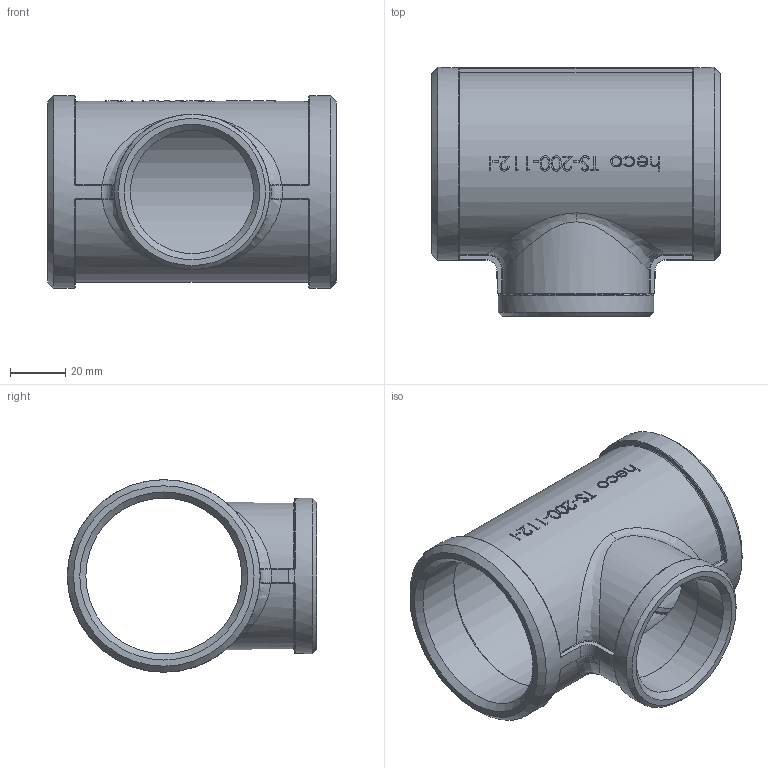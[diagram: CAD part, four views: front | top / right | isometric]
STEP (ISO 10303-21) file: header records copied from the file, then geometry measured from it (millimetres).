
FILE_DESCRIPTION (( 'STEP AP214' ), '1' );
FILE_NAME ('heco_TS-200-112-I.STEP', '2015-10-29T14:32:14', ( 'test' ), ( '' ), 'SwSTEP 2.0', 'SolidWorks 2011', '' );
FILE_SCHEMA (( 'AUTOMOTIVE_DESIGN' ));
Length unit declared in the file: millimetre
Products named in the file (1): heco_TS-200-112-I
Bounding box: 105 x 90.5 x 70 mm (x, y, z)
Volume: 90602.2 mm3; surface area: 50588.8 mm2
Topology: 1 solids, 1 shells, 278 faces, 697 edges, 440 vertices
Faces by surface type: bspline 116, plane 70, cylinder 57, torus 14, sphere 12, cone 9
Full cylindrical faces by diameter (mm): 44.845 x1, 48.1 x1, 56.5 x1, 56.656 x2, 60.6 x1, 70 x1
Entity records: 28654 total; most frequent: CARTESIAN_POINT 20038, ORIENTED_EDGE 1340, DIRECTION 752, EDGE_CURVE 670, VERTEX_POINT 434, B_SPLINE_CURVE_WITH_KNOTS 379, EDGE_LOOP 322, AXIS2_PLACEMENT_3D 298
